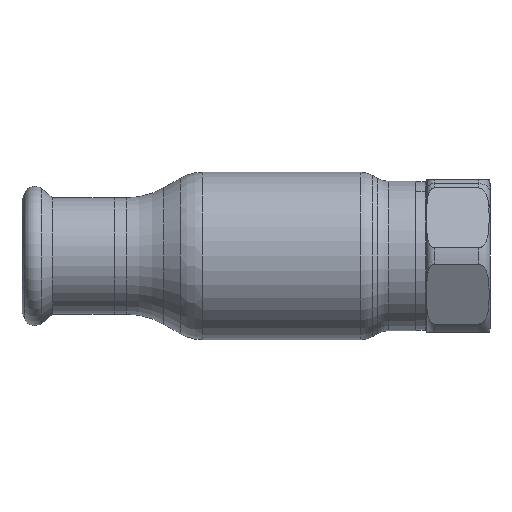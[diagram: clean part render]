
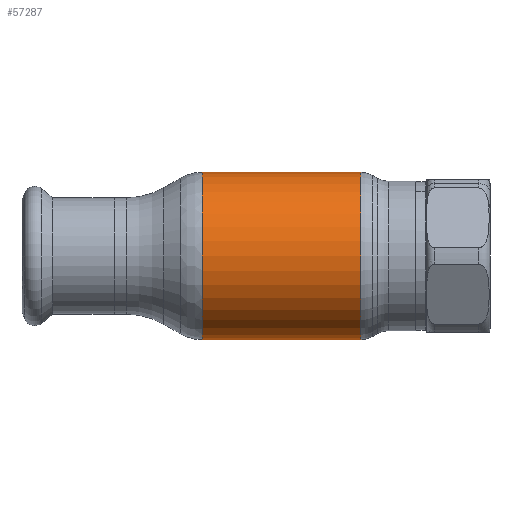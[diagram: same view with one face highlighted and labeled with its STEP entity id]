
A CAD part, front view. The second image highlights one B-rep face of the part: STEP entity #57287.
In plain terms, the highlighted cylindrical face has radius 22.5 mm (diameter 45 mm), a partial arc.
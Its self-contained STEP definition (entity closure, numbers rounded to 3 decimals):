
#59 = FACE_OUTER_BOUND ( 'NONE', #46274, .T. ) ;
#2746 = ORIENTED_EDGE ( 'NONE', *, *, #41261, .T. ) ;
#9048 = LINE ( 'NONE', #38547, #22702 ) ;
#9882 = VECTOR ( 'NONE', #47249, 1000. ) ;
#10554 = CARTESIAN_POINT ( 'NONE',  ( -21.285, 0., 22.5 ) ) ;
#12448 = DIRECTION ( 'NONE',  ( 0., 0., 1. ) ) ;
#14351 = CYLINDRICAL_SURFACE ( 'NONE', #58229, 22.5 ) ;
#14653 = ORIENTED_EDGE ( 'NONE', *, *, #50634, .T. ) ;
#14942 = DIRECTION ( 'NONE',  ( -1., 0., 0. ) ) ;
#15294 = CARTESIAN_POINT ( 'NONE',  ( -62.69, 0., 22.5 ) ) ;
#22361 = DIRECTION ( 'NONE',  ( -1., 0., 0. ) ) ;
#22702 = VECTOR ( 'NONE', #14942, 1000. ) ;
#23569 = ORIENTED_EDGE ( 'NONE', *, *, #24087, .F. ) ;
#23779 = EDGE_CURVE ( 'NONE', #26283, #56839, #9048, .T. ) ;
#23997 = CARTESIAN_POINT ( 'NONE',  ( 21.285, 0., -22.5 ) ) ;
#24087 = EDGE_CURVE ( 'NONE', #56839, #38955, #56414, .T. ) ;
#26283 = VERTEX_POINT ( 'NONE', #23997 ) ;
#27042 = CARTESIAN_POINT ( 'NONE',  ( -21.285, 0., 0. ) ) ;
#27427 = VERTEX_POINT ( 'NONE', #34330 ) ;
#28948 = DIRECTION ( 'NONE',  ( -1., 0., 0. ) ) ;
#29672 = AXIS2_PLACEMENT_3D ( 'NONE', #27042, #22361, #12448 ) ;
#31530 = DIRECTION ( 'NONE',  ( -1., 0., 0. ) ) ;
#34330 = CARTESIAN_POINT ( 'NONE',  ( 21.285, 0., 22.5 ) ) ;
#34828 = DIRECTION ( 'NONE',  ( 0., 0., 1. ) ) ;
#36478 = CARTESIAN_POINT ( 'NONE',  ( 21.285, 0., 0. ) ) ;
#38547 = CARTESIAN_POINT ( 'NONE',  ( -62.69, 0., -22.5 ) ) ;
#38955 = VERTEX_POINT ( 'NONE', #10554 ) ;
#39199 = CARTESIAN_POINT ( 'NONE',  ( -62.69, 0., 0. ) ) ;
#41261 = EDGE_CURVE ( 'NONE', #27427, #38955, #57828, .T. ) ;
#43786 = CIRCLE ( 'NONE', #45768, 22.5 ) ;
#45223 = CARTESIAN_POINT ( 'NONE',  ( -21.285, 0., -22.5 ) ) ;
#45768 = AXIS2_PLACEMENT_3D ( 'NONE', #36478, #31530, #60077 ) ;
#46274 = EDGE_LOOP ( 'NONE', ( #61120, #14653, #2746, #23569 ) ) ;
#47249 = DIRECTION ( 'NONE',  ( -1., 0., 0. ) ) ;
#50634 = EDGE_CURVE ( 'NONE', #26283, #27427, #43786, .T. ) ;
#56414 = CIRCLE ( 'NONE', #29672, 22.5 ) ;
#56839 = VERTEX_POINT ( 'NONE', #45223 ) ;
#57287 = ADVANCED_FACE ( 'NONE', ( #59 ), #14351, .T. ) ;
#57828 = LINE ( 'NONE', #15294, #9882 ) ;
#58229 = AXIS2_PLACEMENT_3D ( 'NONE', #39199, #28948, #34828 ) ;
#60077 = DIRECTION ( 'NONE',  ( 0., 0., 1. ) ) ;
#61120 = ORIENTED_EDGE ( 'NONE', *, *, #23779, .F. ) ;
